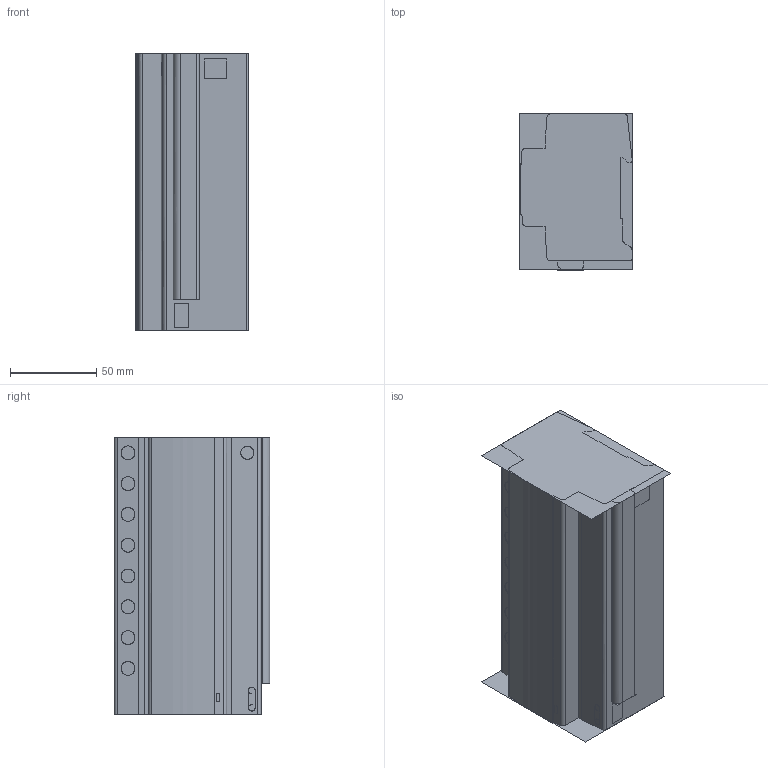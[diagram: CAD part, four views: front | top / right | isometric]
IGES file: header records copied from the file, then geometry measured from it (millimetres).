
Start section:  PTC IGES file: b80001007.igs
Global section: file name: b80001007.igs; native system: Pro/ENGINEER by Parametric Technology Corporation; preprocessor: 2008230; author: FRBOGAU; organization: Unknown; date: 20100601.091701; units: millimetre
Bounding box: 64.8 x 90 x 160.2 mm (x, y, z)
Surface area: 148620.8 mm2 (no closed solid volume)
Topology: 0 solids, 0 shells, 1018 faces, 14729 edges, 19246 vertices
Faces by surface type: bspline 750, revolution 268
